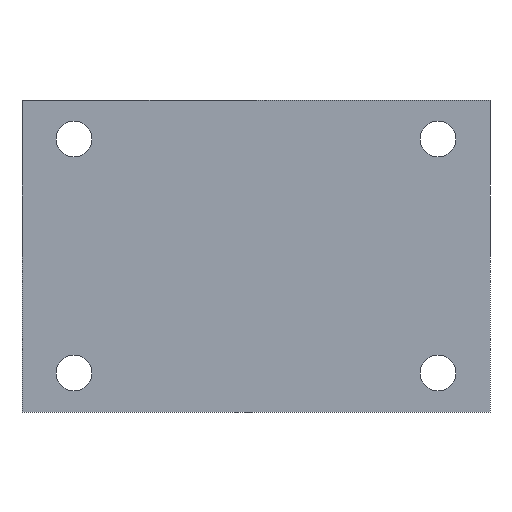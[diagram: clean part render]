
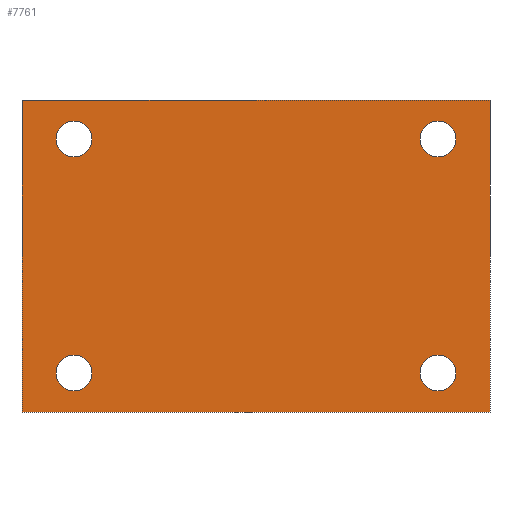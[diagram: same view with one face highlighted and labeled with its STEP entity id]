
A CAD part, front view. The second image highlights one B-rep face of the part: STEP entity #7761.
In plain terms, the highlighted planar face has unit normal (0, -1, 0).
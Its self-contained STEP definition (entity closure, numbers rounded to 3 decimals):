
#194 = EDGE_CURVE ( 'NONE', #5867, #6226, #2895, .T. ) ;
#224 = CARTESIAN_POINT ( 'NONE',  ( -177.8, 0., 131.85 ) ) ;
#286 = AXIS2_PLACEMENT_3D ( 'NONE', #6048, #7635, #7580 ) ;
#321 = EDGE_CURVE ( 'NONE', #1100, #7468, #6369, .T. ) ;
#325 = CARTESIAN_POINT ( 'NONE',  ( -177.8, 0., -96.75 ) ) ;
#350 = CARTESIAN_POINT ( 'NONE',  ( -228.6, 0., -152.4 ) ) ;
#519 = AXIS2_PLACEMENT_3D ( 'NONE', #1603, #10061, #2345 ) ;
#616 = CARTESIAN_POINT ( 'NONE',  ( 177.8, 0., -96.75 ) ) ;
#630 = DIRECTION ( 'NONE',  ( 0., 1., 0. ) ) ;
#657 = LINE ( 'NONE', #4079, #10750 ) ;
#685 = CARTESIAN_POINT ( 'NONE',  ( 177.8, 0., -131.85 ) ) ;
#726 = EDGE_CURVE ( 'NONE', #3123, #8403, #4809, .T. ) ;
#814 = CARTESIAN_POINT ( 'NONE',  ( -228.6, 0., 152.4 ) ) ;
#902 = ORIENTED_EDGE ( 'NONE', *, *, #4888, .F. ) ;
#1100 = VERTEX_POINT ( 'NONE', #325 ) ;
#1125 = ORIENTED_EDGE ( 'NONE', *, *, #6153, .T. ) ;
#1140 = EDGE_LOOP ( 'NONE', ( #1125, #5036 ) ) ;
#1208 = CARTESIAN_POINT ( 'NONE',  ( 228.6, 0., 152.4 ) ) ;
#1306 = AXIS2_PLACEMENT_3D ( 'NONE', #1794, #9293, #10242 ) ;
#1464 = AXIS2_PLACEMENT_3D ( 'NONE', #7534, #5002, #1701 ) ;
#1474 = CARTESIAN_POINT ( 'NONE',  ( 177.8, 0., 114.3 ) ) ;
#1481 = ORIENTED_EDGE ( 'NONE', *, *, #726, .T. ) ;
#1555 = CARTESIAN_POINT ( 'NONE',  ( -177.8, 0., 96.75 ) ) ;
#1603 = CARTESIAN_POINT ( 'NONE',  ( -177.8, 0., -114.3 ) ) ;
#1612 = CIRCLE ( 'NONE', #6976, 17.55 ) ;
#1701 = DIRECTION ( 'NONE',  ( 0., 0., 1. ) ) ;
#1720 = VECTOR ( 'NONE', #2052, 1000. ) ;
#1771 = CARTESIAN_POINT ( 'NONE',  ( -228.6, 0., -152.4 ) ) ;
#1794 = CARTESIAN_POINT ( 'NONE',  ( 177.8, 0., 114.3 ) ) ;
#1867 = ORIENTED_EDGE ( 'NONE', *, *, #8134, .F. ) ;
#1950 = AXIS2_PLACEMENT_3D ( 'NONE', #10551, #5455, #7987 ) ;
#1951 = DIRECTION ( 'NONE',  ( 0., 1., 0. ) ) ;
#2052 = DIRECTION ( 'NONE',  ( 1., 0., 0. ) ) ;
#2115 = VECTOR ( 'NONE', #2152, 1000. ) ;
#2152 = DIRECTION ( 'NONE',  ( -1., 0., 0. ) ) ;
#2251 = LINE ( 'NONE', #1771, #9307 ) ;
#2345 = DIRECTION ( 'NONE',  ( 0., 0., 1. ) ) ;
#2837 = CARTESIAN_POINT ( 'NONE',  ( -177.8, 0., 114.3 ) ) ;
#2895 = LINE ( 'NONE', #9715, #1720 ) ;
#3123 = VERTEX_POINT ( 'NONE', #6370 ) ;
#3564 = CARTESIAN_POINT ( 'NONE',  ( -228.6, 0., -152.4 ) ) ;
#3761 = ORIENTED_EDGE ( 'NONE', *, *, #9011, .F. ) ;
#4074 = EDGE_CURVE ( 'NONE', #8403, #3123, #4699, .T. ) ;
#4079 = CARTESIAN_POINT ( 'NONE',  ( 228.6, 0., -152.4 ) ) ;
#4205 = DIRECTION ( 'NONE',  ( 0., 0., 1. ) ) ;
#4206 = EDGE_LOOP ( 'NONE', ( #7540, #9813 ) ) ;
#4295 = DIRECTION ( 'NONE',  ( 0., 0., 1. ) ) ;
#4631 = CIRCLE ( 'NONE', #1950, 17.55 ) ;
#4699 = CIRCLE ( 'NONE', #1306, 17.55 ) ;
#4737 = CARTESIAN_POINT ( 'NONE',  ( 177.8, 0., 96.75 ) ) ;
#4809 = CIRCLE ( 'NONE', #7296, 17.55 ) ;
#4820 = VERTEX_POINT ( 'NONE', #1555 ) ;
#4879 = DIRECTION ( 'NONE',  ( 0., 0., 1. ) ) ;
#4888 = EDGE_CURVE ( 'NONE', #6226, #9938, #657, .T. ) ;
#4931 = ORIENTED_EDGE ( 'NONE', *, *, #194, .F. ) ;
#4987 = FACE_BOUND ( 'NONE', #7266, .T. ) ;
#5002 = DIRECTION ( 'NONE',  ( 0., 1., 0. ) ) ;
#5036 = ORIENTED_EDGE ( 'NONE', *, *, #10776, .T. ) ;
#5125 = CIRCLE ( 'NONE', #5488, 17.55 ) ;
#5341 = DIRECTION ( 'NONE',  ( 0., 0., 1. ) ) ;
#5455 = DIRECTION ( 'NONE',  ( 0., 1., 0. ) ) ;
#5488 = AXIS2_PLACEMENT_3D ( 'NONE', #2837, #6005, #5341 ) ;
#5548 = AXIS2_PLACEMENT_3D ( 'NONE', #6559, #630, #4205 ) ;
#5834 = EDGE_CURVE ( 'NONE', #7468, #1100, #5871, .T. ) ;
#5867 = VERTEX_POINT ( 'NONE', #814 ) ;
#5871 = CIRCLE ( 'NONE', #519, 17.55 ) ;
#5957 = VERTEX_POINT ( 'NONE', #3564 ) ;
#6005 = DIRECTION ( 'NONE',  ( 0., 1., 0. ) ) ;
#6048 = CARTESIAN_POINT ( 'NONE',  ( -177.8, 0., -114.3 ) ) ;
#6153 = EDGE_CURVE ( 'NONE', #4820, #7927, #4631, .T. ) ;
#6188 = CARTESIAN_POINT ( 'NONE',  ( 177.8, 0., -114.3 ) ) ;
#6226 = VERTEX_POINT ( 'NONE', #1208 ) ;
#6283 = LINE ( 'NONE', #350, #2115 ) ;
#6369 = CIRCLE ( 'NONE', #286, 17.55 ) ;
#6370 = CARTESIAN_POINT ( 'NONE',  ( 177.8, 0., 131.85 ) ) ;
#6555 = VERTEX_POINT ( 'NONE', #616 ) ;
#6559 = CARTESIAN_POINT ( 'NONE',  ( 0., 0., 0. ) ) ;
#6614 = FACE_OUTER_BOUND ( 'NONE', #9792, .T. ) ;
#6718 = FACE_BOUND ( 'NONE', #1140, .T. ) ;
#6757 = EDGE_CURVE ( 'NONE', #6555, #9174, #1612, .T. ) ;
#6976 = AXIS2_PLACEMENT_3D ( 'NONE', #6188, #1951, #6991 ) ;
#6991 = DIRECTION ( 'NONE',  ( 0., 0., 1. ) ) ;
#7266 = EDGE_LOOP ( 'NONE', ( #8214, #9748 ) ) ;
#7296 = AXIS2_PLACEMENT_3D ( 'NONE', #1474, #9926, #4879 ) ;
#7468 = VERTEX_POINT ( 'NONE', #9308 ) ;
#7534 = CARTESIAN_POINT ( 'NONE',  ( 177.8, 0., -114.3 ) ) ;
#7540 = ORIENTED_EDGE ( 'NONE', *, *, #8693, .T. ) ;
#7580 = DIRECTION ( 'NONE',  ( 0., 0., 1. ) ) ;
#7623 = FACE_BOUND ( 'NONE', #4206, .T. ) ;
#7635 = DIRECTION ( 'NONE',  ( 0., 1., 0. ) ) ;
#7761 = ADVANCED_FACE ( 'NONE', ( #6614, #4987, #6718, #8351, #7623 ), #11012, .F. ) ;
#7821 = CARTESIAN_POINT ( 'NONE',  ( 228.6, 0., -152.4 ) ) ;
#7927 = VERTEX_POINT ( 'NONE', #224 ) ;
#7987 = DIRECTION ( 'NONE',  ( 0., 0., 1. ) ) ;
#8134 = EDGE_CURVE ( 'NONE', #5957, #5867, #2251, .T. ) ;
#8214 = ORIENTED_EDGE ( 'NONE', *, *, #5834, .T. ) ;
#8351 = FACE_BOUND ( 'NONE', #8405, .T. ) ;
#8403 = VERTEX_POINT ( 'NONE', #4737 ) ;
#8405 = EDGE_LOOP ( 'NONE', ( #9842, #1481 ) ) ;
#8693 = EDGE_CURVE ( 'NONE', #9174, #6555, #10751, .T. ) ;
#9011 = EDGE_CURVE ( 'NONE', #9938, #5957, #6283, .T. ) ;
#9174 = VERTEX_POINT ( 'NONE', #685 ) ;
#9293 = DIRECTION ( 'NONE',  ( 0., 1., 0. ) ) ;
#9307 = VECTOR ( 'NONE', #4295, 1000. ) ;
#9308 = CARTESIAN_POINT ( 'NONE',  ( -177.8, 0., -131.85 ) ) ;
#9715 = CARTESIAN_POINT ( 'NONE',  ( -228.6, 0., 152.4 ) ) ;
#9748 = ORIENTED_EDGE ( 'NONE', *, *, #321, .T. ) ;
#9792 = EDGE_LOOP ( 'NONE', ( #902, #4931, #1867, #3761 ) ) ;
#9813 = ORIENTED_EDGE ( 'NONE', *, *, #6757, .T. ) ;
#9842 = ORIENTED_EDGE ( 'NONE', *, *, #4074, .T. ) ;
#9926 = DIRECTION ( 'NONE',  ( 0., 1., 0. ) ) ;
#9938 = VERTEX_POINT ( 'NONE', #7821 ) ;
#10061 = DIRECTION ( 'NONE',  ( 0., 1., 0. ) ) ;
#10064 = DIRECTION ( 'NONE',  ( 0., 0., -1. ) ) ;
#10242 = DIRECTION ( 'NONE',  ( 0., 0., 1. ) ) ;
#10551 = CARTESIAN_POINT ( 'NONE',  ( -177.8, 0., 114.3 ) ) ;
#10750 = VECTOR ( 'NONE', #10064, 1000. ) ;
#10751 = CIRCLE ( 'NONE', #1464, 17.55 ) ;
#10776 = EDGE_CURVE ( 'NONE', #7927, #4820, #5125, .T. ) ;
#11012 = PLANE ( 'NONE',  #5548 ) ;
